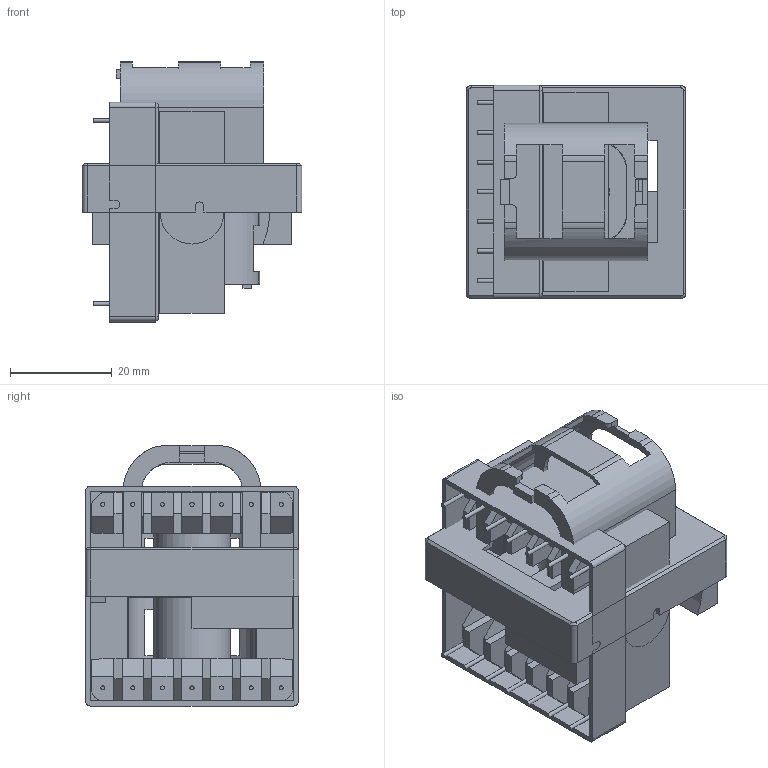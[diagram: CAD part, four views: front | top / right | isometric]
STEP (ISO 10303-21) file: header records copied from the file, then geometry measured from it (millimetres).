
FILE_DESCRIPTION( ( 'Unknown' ), '1' );
FILE_NAME( 'UtLLCR_ETD39.stp', 'Unknown', ( 'Unknown' ), ( 'Unknown' ), 'PSStep 14.0', 'Unknown', ' ' );
FILE_SCHEMA( ( 'AUTOMOTIVE_DESIGN { 1 0 10303 214 1 1 1 1 }' ) );
Length unit declared in the file: millimetre
Products named in the file (4): Assem1; Bobbin_ETD39; Cover_ETD39; Core_ETD39
Bounding box: 43.1 x 41.8 x 51 mm (x, y, z)
Volume: 39058.7 mm3; surface area: 43929.5 mm2
Topology: 7 solids, 7 shells, 728 faces, 1948 edges, 1255 vertices
Faces by surface type: plane 511, cylinder 193, torus 16, cone 8
Full cylindrical faces by diameter (mm): 0.8 x28, 12.5 x3, 13.1 x2, 15 x4
Entity records: 13917 total; most frequent: CARTESIAN_POINT 1929, ORIENTED_EDGE 1880, DIRECTION 1875, EDGE_CURVE 940, LINE 727, VECTOR 727, VERTEX_POINT 616, AXIS2_PLACEMENT_3D 574
